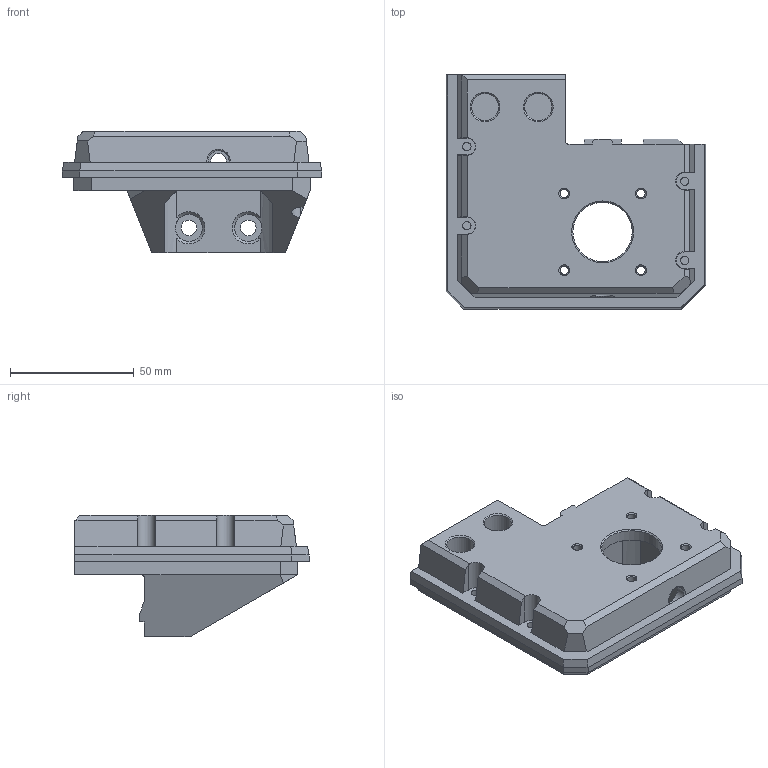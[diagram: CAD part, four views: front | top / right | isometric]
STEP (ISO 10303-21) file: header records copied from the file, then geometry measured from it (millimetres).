
FILE_DESCRIPTION(/* description */ (''),/* implementation_level */ '2;1');
FILE_NAME(/* name */ 'VCOR3 to VC3.1 Bottom Block 1 v1.step',/* time_stamp */ '2022-11-22T14:16:14-08:00',/* author */ (''),/* organization */ (''),/* preprocessor_version */ 'ST-DEVELOPER v19.2',/* originating_system */ 'Autodesk Translation Framework v11.17.0.187',/* authorisation */ '');
FILE_SCHEMA (('AUTOMOTIVE_DESIGN { 1 0 10303 214 3 1 1 }'));
Length unit declared in the file: millimetre
Products named in the file (2): VCOR3 to VC3.1 Bottom Block 1; VCOR3 to VC3.1 Bottom Block 2
Assembly tree (1 placements, depth 2):
  VCOR3 to VC3.1 Bottom Block 1
    VCOR3 to VC3.1 Bottom Block 2
Bounding box: 104.92 x 94.71 x 49 mm (x, y, z)
Volume: 163231.4 mm3; surface area: 39883.6 mm2
Topology: 2 solids, 2 shells, 207 faces, 549 edges, 360 vertices
Faces by surface type: plane 156, cylinder 40, cone 10, bspline 1
Full cylindrical faces by diameter (mm): 3.4 x12, 6.3 x5, 8.5 x1, 11 x5, 24 x1
Entity records: 6815 total; most frequent: CARTESIAN_POINT 1474, ORIENTED_EDGE 1098, DIRECTION 1058, EDGE_CURVE 549, LINE 434, VECTOR 434, VERTEX_POINT 360, AXIS2_PLACEMENT_3D 312
